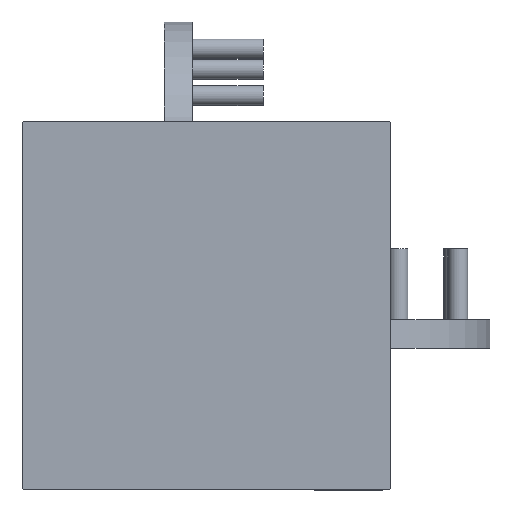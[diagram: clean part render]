
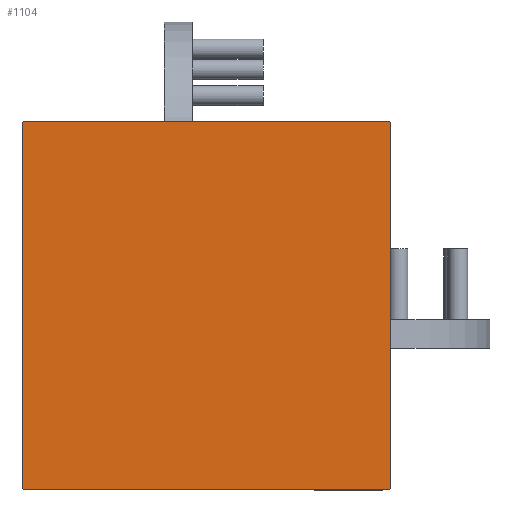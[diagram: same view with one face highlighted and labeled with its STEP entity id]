
A CAD part, front view. The second image highlights one B-rep face of the part: STEP entity #1104.
In plain terms, the highlighted planar face has unit normal (0, -1, 0).
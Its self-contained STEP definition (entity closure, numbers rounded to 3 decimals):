
#85 = EDGE_CURVE ( 'NONE', #431, #3397, #8876, .T. ) ;
#164 = DIRECTION ( 'NONE',  ( 0., -1., 0. ) ) ;
#283 = VECTOR ( 'NONE', #3891, 1000. ) ;
#330 = CARTESIAN_POINT ( 'NONE',  ( -65., 0., -64. ) ) ;
#406 = EDGE_CURVE ( 'NONE', #6666, #7503, #857, .T. ) ;
#417 = AXIS2_PLACEMENT_3D ( 'NONE', #5392, #2610, #8288 ) ;
#431 = VERTEX_POINT ( 'NONE', #4908 ) ;
#486 = DIRECTION ( 'NONE',  ( 0., 0., 1. ) ) ;
#495 = EDGE_CURVE ( 'NONE', #7237, #3274, #1157, .T. ) ;
#509 = EDGE_CURVE ( 'NONE', #431, #1511, #1620, .T. ) ;
#652 = ORIENTED_EDGE ( 'NONE', *, *, #85, .F. ) ;
#812 = ORIENTED_EDGE ( 'NONE', *, *, #509, .T. ) ;
#830 = CARTESIAN_POINT ( 'NONE',  ( -64., 0., 64. ) ) ;
#838 = CARTESIAN_POINT ( 'NONE',  ( -65., 0., 65. ) ) ;
#857 = CIRCLE ( 'NONE', #1606, 1. ) ;
#886 = CIRCLE ( 'NONE', #4396, 1. ) ;
#981 = CARTESIAN_POINT ( 'NONE',  ( -65., 0., -65. ) ) ;
#1104 = ADVANCED_FACE ( 'NONE', ( #3236 ), #9194, .T. ) ;
#1157 = CIRCLE ( 'NONE', #6504, 1. ) ;
#1243 = ORIENTED_EDGE ( 'NONE', *, *, #3722, .F. ) ;
#1511 = VERTEX_POINT ( 'NONE', #8399 ) ;
#1539 = DIRECTION ( 'NONE',  ( 0., -1., 0. ) ) ;
#1606 = AXIS2_PLACEMENT_3D ( 'NONE', #4857, #7770, #7683 ) ;
#1620 = CIRCLE ( 'NONE', #6977, 1. ) ;
#2418 = LINE ( 'NONE', #5346, #283 ) ;
#2610 = DIRECTION ( 'NONE',  ( 0., -1., 0. ) ) ;
#2892 = CARTESIAN_POINT ( 'NONE',  ( 64., 0., 64. ) ) ;
#3085 = DIRECTION ( 'NONE',  ( 0., 0., -1. ) ) ;
#3236 = FACE_OUTER_BOUND ( 'NONE', #5022, .T. ) ;
#3274 = VERTEX_POINT ( 'NONE', #5736 ) ;
#3332 = ORIENTED_EDGE ( 'NONE', *, *, #4778, .F. ) ;
#3397 = VERTEX_POINT ( 'NONE', #3409 ) ;
#3409 = CARTESIAN_POINT ( 'NONE',  ( 64., 0., 65. ) ) ;
#3617 = VERTEX_POINT ( 'NONE', #3783 ) ;
#3722 = EDGE_CURVE ( 'NONE', #6666, #1511, #7123, .T. ) ;
#3783 = CARTESIAN_POINT ( 'NONE',  ( 65., 0., 64. ) ) ;
#3789 = CARTESIAN_POINT ( 'NONE',  ( 64., 0., -64. ) ) ;
#3891 = DIRECTION ( 'NONE',  ( 0., 0., -1. ) ) ;
#4396 = AXIS2_PLACEMENT_3D ( 'NONE', #2892, #5812, #8713 ) ;
#4749 = CARTESIAN_POINT ( 'NONE',  ( -65., 0., 65. ) ) ;
#4778 = EDGE_CURVE ( 'NONE', #7237, #7503, #8821, .T. ) ;
#4857 = CARTESIAN_POINT ( 'NONE',  ( -64., 0., -64. ) ) ;
#4908 = CARTESIAN_POINT ( 'NONE',  ( -64., 0., 65. ) ) ;
#5022 = EDGE_LOOP ( 'NONE', ( #652, #812, #1243, #8398, #3332, #7624, #5633, #5834 ) ) ;
#5068 = EDGE_CURVE ( 'NONE', #3617, #3274, #2418, .T. ) ;
#5267 = EDGE_CURVE ( 'NONE', #3617, #3397, #886, .T. ) ;
#5346 = CARTESIAN_POINT ( 'NONE',  ( 65., 0., 65. ) ) ;
#5392 = CARTESIAN_POINT ( 'NONE',  ( 0., 0., 0. ) ) ;
#5395 = DIRECTION ( 'NONE',  ( -1., 0., 0. ) ) ;
#5541 = CARTESIAN_POINT ( 'NONE',  ( -64., 0., -65. ) ) ;
#5633 = ORIENTED_EDGE ( 'NONE', *, *, #5068, .F. ) ;
#5736 = CARTESIAN_POINT ( 'NONE',  ( 65., 0., -64. ) ) ;
#5812 = DIRECTION ( 'NONE',  ( 0., -1., 0. ) ) ;
#5834 = ORIENTED_EDGE ( 'NONE', *, *, #5267, .T. ) ;
#5905 = VECTOR ( 'NONE', #8149, 1000. ) ;
#6110 = CARTESIAN_POINT ( 'NONE',  ( 64., 0., -65. ) ) ;
#6504 = AXIS2_PLACEMENT_3D ( 'NONE', #3789, #1539, #3085 ) ;
#6666 = VERTEX_POINT ( 'NONE', #330 ) ;
#6977 = AXIS2_PLACEMENT_3D ( 'NONE', #830, #164, #8184 ) ;
#7123 = LINE ( 'NONE', #4749, #7463 ) ;
#7237 = VERTEX_POINT ( 'NONE', #6110 ) ;
#7463 = VECTOR ( 'NONE', #486, 1000. ) ;
#7503 = VERTEX_POINT ( 'NONE', #5541 ) ;
#7624 = ORIENTED_EDGE ( 'NONE', *, *, #495, .T. ) ;
#7683 = DIRECTION ( 'NONE',  ( 0., 0., -1. ) ) ;
#7770 = DIRECTION ( 'NONE',  ( 0., -1., 0. ) ) ;
#8149 = DIRECTION ( 'NONE',  ( 1., 0., 0. ) ) ;
#8184 = DIRECTION ( 'NONE',  ( 0., 0., -1. ) ) ;
#8288 = DIRECTION ( 'NONE',  ( 0., 0., -1. ) ) ;
#8360 = VECTOR ( 'NONE', #5395, 1000. ) ;
#8398 = ORIENTED_EDGE ( 'NONE', *, *, #406, .T. ) ;
#8399 = CARTESIAN_POINT ( 'NONE',  ( -65., 0., 64. ) ) ;
#8713 = DIRECTION ( 'NONE',  ( 0., 0., -1. ) ) ;
#8821 = LINE ( 'NONE', #981, #8360 ) ;
#8876 = LINE ( 'NONE', #838, #5905 ) ;
#9194 = PLANE ( 'NONE',  #417 ) ;
